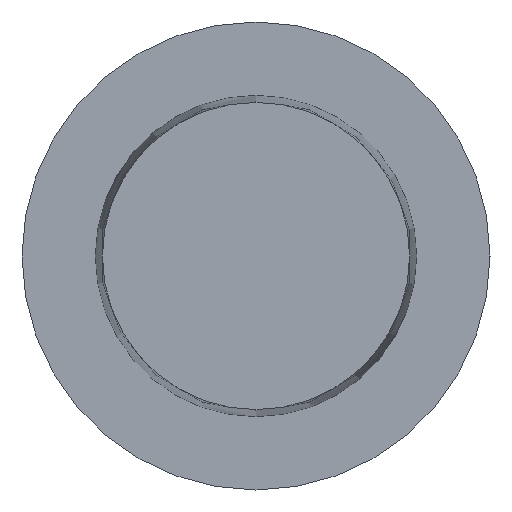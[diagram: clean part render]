
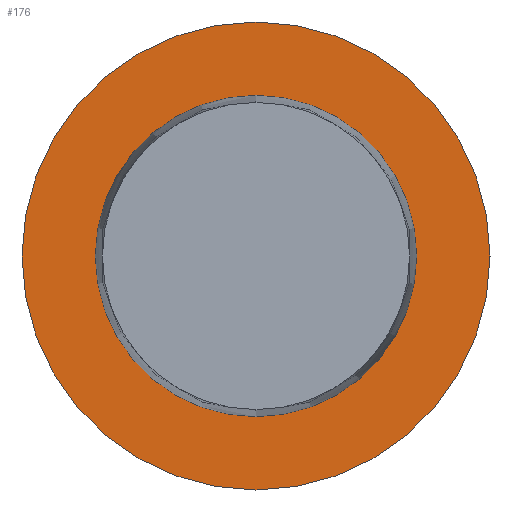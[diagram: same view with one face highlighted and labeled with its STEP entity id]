
A CAD part, left-side view. The second image highlights one B-rep face of the part: STEP entity #176.
In plain terms, the highlighted planar face has unit normal (-1, 0, 0).
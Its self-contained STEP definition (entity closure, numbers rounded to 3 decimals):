
#9 = AXIS2_PLACEMENT_3D ( 'NONE', #44, #26, #168 ) ;
#12 = EDGE_CURVE ( 'NONE', #30, #21, #124, .T. ) ;
#15 = PLANE ( 'NONE',  #157 ) ;
#19 = VERTEX_POINT ( 'NONE', #64 ) ;
#21 = VERTEX_POINT ( 'NONE', #206 ) ;
#26 = DIRECTION ( 'NONE',  ( -1., 0., 0. ) ) ;
#30 = VERTEX_POINT ( 'NONE', #245 ) ;
#32 = DIRECTION ( 'NONE',  ( -1., 0., 0. ) ) ;
#38 = ORIENTED_EDGE ( 'NONE', *, *, #242, .T. ) ;
#44 = CARTESIAN_POINT ( 'NONE',  ( 0., 0., 0. ) ) ;
#51 = AXIS2_PLACEMENT_3D ( 'NONE', #249, #32, #127 ) ;
#64 = CARTESIAN_POINT ( 'NONE',  ( 0., 0., 31.5 ) ) ;
#70 = EDGE_CURVE ( 'NONE', #19, #205, #204, .T. ) ;
#108 = CIRCLE ( 'NONE', #122, 31.5 ) ;
#118 = DIRECTION ( 'NONE',  ( 0., 0., 1. ) ) ;
#119 = CARTESIAN_POINT ( 'NONE',  ( 0., 0., 0. ) ) ;
#122 = AXIS2_PLACEMENT_3D ( 'NONE', #119, #155, #230 ) ;
#124 = CIRCLE ( 'NONE', #51, 21.631 ) ;
#127 = DIRECTION ( 'NONE',  ( 0., 0., 1. ) ) ;
#131 = EDGE_LOOP ( 'NONE', ( #239, #38 ) ) ;
#136 = DIRECTION ( 'NONE',  ( 1., 0., 0. ) ) ;
#149 = EDGE_LOOP ( 'NONE', ( #209, #160 ) ) ;
#155 = DIRECTION ( 'NONE',  ( -1., 0., 0. ) ) ;
#157 = AXIS2_PLACEMENT_3D ( 'NONE', #175, #136, #173 ) ;
#160 = ORIENTED_EDGE ( 'NONE', *, *, #12, .F. ) ;
#168 = DIRECTION ( 'NONE',  ( 0., 0., 1. ) ) ;
#172 = FACE_OUTER_BOUND ( 'NONE', #131, .T. ) ;
#173 = DIRECTION ( 'NONE',  ( 0., 1., 0. ) ) ;
#174 = AXIS2_PLACEMENT_3D ( 'NONE', #253, #195, #118 ) ;
#175 = CARTESIAN_POINT ( 'NONE',  ( 0., 31.5, 0. ) ) ;
#176 = ADVANCED_FACE ( 'NONE', ( #178, #172 ), #15, .F. ) ;
#178 = FACE_BOUND ( 'NONE', #149, .T. ) ;
#189 = CIRCLE ( 'NONE', #174, 21.631 ) ;
#195 = DIRECTION ( 'NONE',  ( -1., 0., 0. ) ) ;
#204 = CIRCLE ( 'NONE', #9, 31.5 ) ;
#205 = VERTEX_POINT ( 'NONE', #251 ) ;
#206 = CARTESIAN_POINT ( 'NONE',  ( 0., 0., -21.631 ) ) ;
#209 = ORIENTED_EDGE ( 'NONE', *, *, #244, .F. ) ;
#230 = DIRECTION ( 'NONE',  ( 0., 0., 1. ) ) ;
#239 = ORIENTED_EDGE ( 'NONE', *, *, #70, .T. ) ;
#242 = EDGE_CURVE ( 'NONE', #205, #19, #108, .T. ) ;
#244 = EDGE_CURVE ( 'NONE', #21, #30, #189, .T. ) ;
#245 = CARTESIAN_POINT ( 'NONE',  ( 0., 0., 21.631 ) ) ;
#249 = CARTESIAN_POINT ( 'NONE',  ( 0., 0., 0. ) ) ;
#251 = CARTESIAN_POINT ( 'NONE',  ( 0., 0., -31.5 ) ) ;
#253 = CARTESIAN_POINT ( 'NONE',  ( 0., 0., 0. ) ) ;
